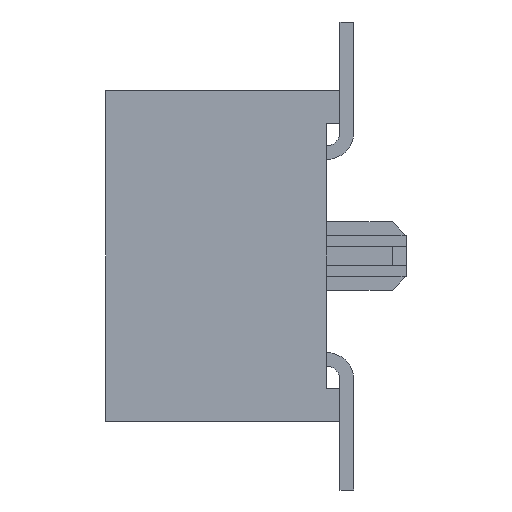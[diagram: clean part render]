
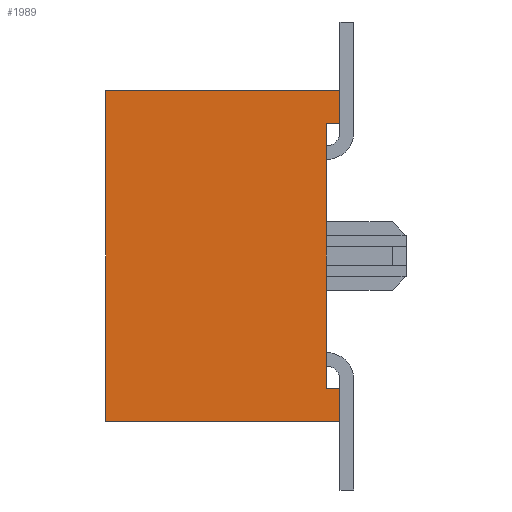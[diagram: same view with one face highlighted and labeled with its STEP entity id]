
A CAD part, left-side view. The second image highlights one B-rep face of the part: STEP entity #1989.
In plain terms, the highlighted planar face has unit normal (-1, 0, 0).
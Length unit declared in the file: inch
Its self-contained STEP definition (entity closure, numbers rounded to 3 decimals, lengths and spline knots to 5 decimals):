
#1989 = ADVANCED_FACE( '', ( #4268 ), #4269, .F. );
#4268 = FACE_OUTER_BOUND( '', #6684, .T. );
#4269 = PLANE( '', #6685 );
#6684 = EDGE_LOOP( '', ( #12940, #12941, #12942, #12943, #12944, #12945, #12946, #12947 ) );
#6685 = AXIS2_PLACEMENT_3D( '', #12948, #12949, #12950 );
#12940 = ORIENTED_EDGE( '', *, *, #16980, .T. );
#12941 = ORIENTED_EDGE( '', *, *, #16102, .T. );
#12942 = ORIENTED_EDGE( '', *, *, #16596, .F. );
#12943 = ORIENTED_EDGE( '', *, *, #15010, .F. );
#12944 = ORIENTED_EDGE( '', *, *, #17214, .T. );
#12945 = ORIENTED_EDGE( '', *, *, #15649, .T. );
#12946 = ORIENTED_EDGE( '', *, *, #17253, .T. );
#12947 = ORIENTED_EDGE( '', *, *, #16495, .T. );
#12948 = CARTESIAN_POINT( '', ( 0., 0.085, -0.06 ) );
#12949 = DIRECTION( '', ( 1., 0., 0. ) );
#12950 = DIRECTION( '', ( 0., 0., -1. ) );
#15010 = EDGE_CURVE( '', #18363, #18365, #18366, .T. );
#15649 = EDGE_CURVE( '', #19407, #19405, #19408, .T. );
#16102 = EDGE_CURVE( '', #20103, #20105, #20107, .T. );
#16495 = EDGE_CURVE( '', #20697, #20695, #20698, .T. );
#16596 = EDGE_CURVE( '', #18365, #20105, #20834, .T. );
#16980 = EDGE_CURVE( '', #20695, #20103, #21338, .T. );
#17214 = EDGE_CURVE( '', #18363, #19407, #21612, .T. );
#17253 = EDGE_CURVE( '', #19405, #20697, #21656, .T. );
#18363 = VERTEX_POINT( '', #23190 );
#18365 = VERTEX_POINT( '', #23193 );
#18366 = LINE( '', #23194, #23195 );
#19405 = VERTEX_POINT( '', #24677 );
#19407 = VERTEX_POINT( '', #24680 );
#19408 = LINE( '', #24681, #24682 );
#20103 = VERTEX_POINT( '', #25683 );
#20105 = VERTEX_POINT( '', #25686 );
#20107 = LINE( '', #25689, #25690 );
#20695 = VERTEX_POINT( '', #26599 );
#20697 = VERTEX_POINT( '', #26602 );
#20698 = LINE( '', #26603, #26604 );
#20834 = LINE( '', #26803, #26804 );
#21338 = LINE( '', #27552, #27553 );
#21612 = LINE( '', #27945, #27946 );
#21656 = LINE( '', #28009, #28010 );
#23190 = CARTESIAN_POINT( '', ( 0., 0.085, -0.06 ) );
#23193 = CARTESIAN_POINT( '', ( 0., 0.085, 0.06 ) );
#23194 = CARTESIAN_POINT( '', ( 0., 0.085, -0.06 ) );
#23195 = VECTOR( '', #28806, 39.37008 );
#24677 = CARTESIAN_POINT( '', ( 0., 0., -0.048 ) );
#24680 = CARTESIAN_POINT( '', ( 0., 0., -0.06 ) );
#24681 = CARTESIAN_POINT( '', ( 0., 0., -0.06 ) );
#24682 = VECTOR( '', #29419, 39.37008 );
#25683 = CARTESIAN_POINT( '', ( 0., 0., 0.048 ) );
#25686 = CARTESIAN_POINT( '', ( 0., 0., 0.06 ) );
#25689 = CARTESIAN_POINT( '', ( 0., 0., -0.06 ) );
#25690 = VECTOR( '', #29836, 39.37008 );
#26599 = CARTESIAN_POINT( '', ( 0., 0.005, 0.048 ) );
#26602 = CARTESIAN_POINT( '', ( 0., 0.005, -0.048 ) );
#26603 = CARTESIAN_POINT( '', ( 0., 0.005, -0.048 ) );
#26604 = VECTOR( '', #30207, 39.37008 );
#26803 = CARTESIAN_POINT( '', ( 0., 0.085, 0.06 ) );
#26804 = VECTOR( '', #30295, 39.37008 );
#27552 = CARTESIAN_POINT( '', ( 0., 0.005, 0.048 ) );
#27553 = VECTOR( '', #30627, 39.37008 );
#27945 = CARTESIAN_POINT( '', ( 0., 0.085, -0.06 ) );
#27946 = VECTOR( '', #30791, 39.37008 );
#28009 = CARTESIAN_POINT( '', ( 0., -0.005, -0.048 ) );
#28010 = VECTOR( '', #30820, 39.37008 );
#28806 = DIRECTION( '', ( 0., 0., 1. ) );
#29419 = DIRECTION( '', ( 0., 0., 1. ) );
#29836 = DIRECTION( '', ( 0., 0., 1. ) );
#30207 = DIRECTION( '', ( 0., 0., 1. ) );
#30295 = DIRECTION( '', ( 0., -1., 0. ) );
#30627 = DIRECTION( '', ( 0., -1., 0. ) );
#30791 = DIRECTION( '', ( 0., -1., 0. ) );
#30820 = DIRECTION( '', ( 0., 1., 0. ) );
